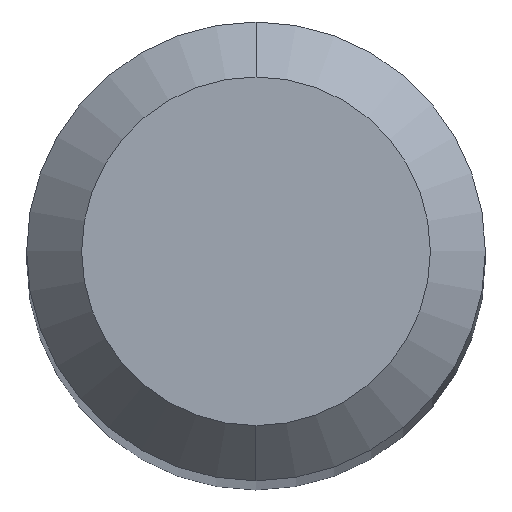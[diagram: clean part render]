
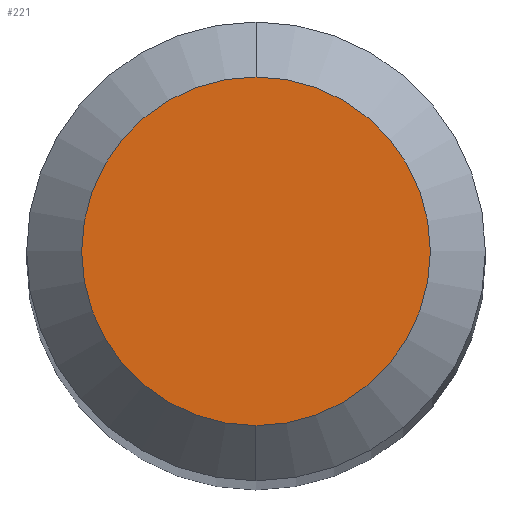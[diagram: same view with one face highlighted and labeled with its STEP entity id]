
A CAD part, top view. The second image highlights one B-rep face of the part: STEP entity #221.
In plain terms, the highlighted planar face has unit normal (0, 0, 1).
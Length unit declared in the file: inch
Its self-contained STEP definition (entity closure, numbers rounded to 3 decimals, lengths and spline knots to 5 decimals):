
#11 = ORIENTED_EDGE ( 'NONE', *, *, #299, .T. ) ;
#22 = CIRCLE ( 'NONE', #138, 0.0475 ) ;
#31 = ORIENTED_EDGE ( 'NONE', *, *, #273, .T. ) ;
#41 = VERTEX_POINT ( 'NONE', #148 ) ;
#44 = CARTESIAN_POINT ( 'NONE',  ( 0., 0.0475, 0. ) ) ;
#85 = CIRCLE ( 'NONE', #110, 0.0475 ) ;
#110 = AXIS2_PLACEMENT_3D ( 'NONE', #272, #236, #174 ) ;
#138 = AXIS2_PLACEMENT_3D ( 'NONE', #362, #359, #507 ) ;
#148 = CARTESIAN_POINT ( 'NONE',  ( 0., -0.0475, 0. ) ) ;
#174 = DIRECTION ( 'NONE',  ( 0., -1., 0. ) ) ;
#193 = PLANE ( 'NONE',  #316 ) ;
#221 = ADVANCED_FACE ( 'NONE', ( #231 ), #193, .F. ) ;
#231 = FACE_OUTER_BOUND ( 'NONE', #419, .T. ) ;
#236 = DIRECTION ( 'NONE',  ( 0., 0., 1. ) ) ;
#272 = CARTESIAN_POINT ( 'NONE',  ( 0., 0., 0. ) ) ;
#273 = EDGE_CURVE ( 'NONE', #462, #41, #22, .T. ) ;
#281 = CARTESIAN_POINT ( 'NONE',  ( 0., 0.0475, 0. ) ) ;
#285 = DIRECTION ( 'NONE',  ( 0., 0., -1. ) ) ;
#299 = EDGE_CURVE ( 'NONE', #41, #462, #85, .T. ) ;
#314 = DIRECTION ( 'NONE',  ( 0., 1., 0. ) ) ;
#316 = AXIS2_PLACEMENT_3D ( 'NONE', #281, #285, #314 ) ;
#359 = DIRECTION ( 'NONE',  ( 0., 0., 1. ) ) ;
#362 = CARTESIAN_POINT ( 'NONE',  ( 0., 0., 0. ) ) ;
#419 = EDGE_LOOP ( 'NONE', ( #31, #11 ) ) ;
#462 = VERTEX_POINT ( 'NONE', #44 ) ;
#507 = DIRECTION ( 'NONE',  ( 0., -1., 0. ) ) ;
